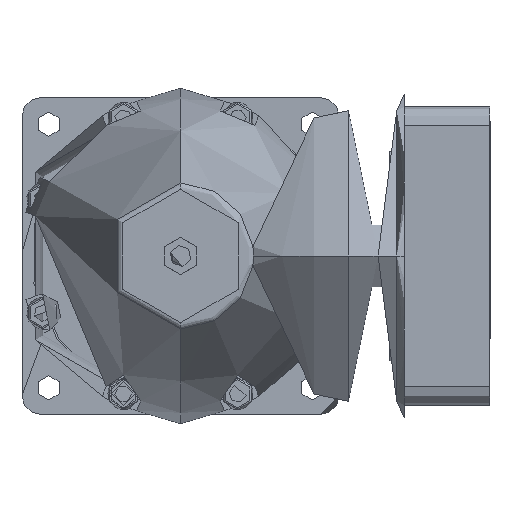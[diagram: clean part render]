
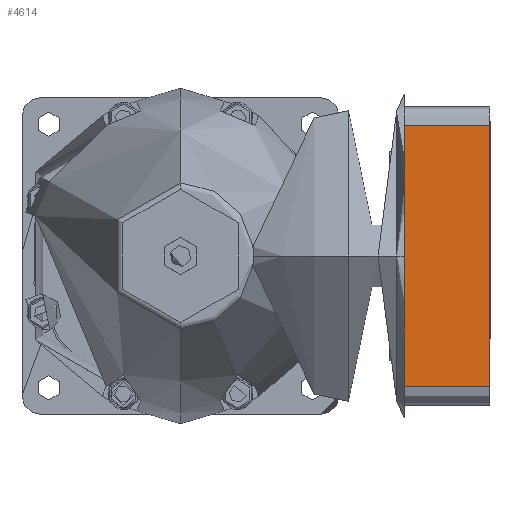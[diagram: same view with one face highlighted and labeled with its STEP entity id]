
A CAD part, left-side view. The second image highlights one B-rep face of the part: STEP entity #4614.
In plain terms, the highlighted planar face has unit normal (-1, 0, 0).
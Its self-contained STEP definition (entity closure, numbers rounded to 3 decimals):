
#153 = VERTEX_POINT ( 'NONE', #3929 ) ;
#179 = ORIENTED_EDGE ( 'NONE', *, *, #5569, .T. ) ;
#255 = CARTESIAN_POINT ( 'NONE',  ( -40., -60., 35. ) ) ;
#347 = PLANE ( 'NONE',  #357 ) ;
#357 = AXIS2_PLACEMENT_3D ( 'NONE', #5425, #4477, #2392 ) ;
#986 = VECTOR ( 'NONE', #5554, 1000. ) ;
#1791 = LINE ( 'NONE', #11042, #2545 ) ;
#2392 = DIRECTION ( 'NONE',  ( 0., 1., 0. ) ) ;
#2401 = VERTEX_POINT ( 'NONE', #12402 ) ;
#2545 = VECTOR ( 'NONE', #5852, 1000. ) ;
#3019 = CARTESIAN_POINT ( 'NONE',  ( -40., -83., 35. ) ) ;
#3044 = VECTOR ( 'NONE', #11178, 1000. ) ;
#3448 = CARTESIAN_POINT ( 'NONE',  ( -40., -60., 35. ) ) ;
#3483 = VERTEX_POINT ( 'NONE', #5878 ) ;
#3929 = CARTESIAN_POINT ( 'NONE',  ( -40., -60., 17.953 ) ) ;
#4136 = ORIENTED_EDGE ( 'NONE', *, *, #11420, .T. ) ;
#4326 = EDGE_CURVE ( 'NONE', #2401, #12379, #10013, .T. ) ;
#4477 = DIRECTION ( 'NONE',  ( 1., 0., 0. ) ) ;
#4592 = ORIENTED_EDGE ( 'NONE', *, *, #4326, .F. ) ;
#4614 = ADVANCED_FACE ( 'NONE', ( #11714 ), #347, .F. ) ;
#5425 = CARTESIAN_POINT ( 'NONE',  ( -40., -83., 35. ) ) ;
#5551 = EDGE_CURVE ( 'NONE', #9455, #153, #7603, .T. ) ;
#5554 = DIRECTION ( 'NONE',  ( 0., 0., -1. ) ) ;
#5569 = EDGE_CURVE ( 'NONE', #3483, #9455, #8117, .T. ) ;
#5841 = EDGE_CURVE ( 'NONE', #3483, #2401, #7017, .T. ) ;
#5852 = DIRECTION ( 'NONE',  ( 0., 0., -1. ) ) ;
#5878 = CARTESIAN_POINT ( 'NONE',  ( -40., -83., 35. ) ) ;
#6404 = VECTOR ( 'NONE', #6727, 1000. ) ;
#6727 = DIRECTION ( 'NONE',  ( 0., 1., 0. ) ) ;
#7017 = LINE ( 'NONE', #11927, #3044 ) ;
#7550 = ORIENTED_EDGE ( 'NONE', *, *, #5841, .F. ) ;
#7600 = ORIENTED_EDGE ( 'NONE', *, *, #5551, .T. ) ;
#7603 = LINE ( 'NONE', #11768, #986 ) ;
#8117 = LINE ( 'NONE', #3019, #9897 ) ;
#8310 = EDGE_LOOP ( 'NONE', ( #7600, #4136, #9489, #4592, #7550, #179 ) ) ;
#8315 = DIRECTION ( 'NONE',  ( 0., 1., 0. ) ) ;
#8690 = VECTOR ( 'NONE', #12481, 1000. ) ;
#8704 = CARTESIAN_POINT ( 'NONE',  ( -40., -60., -17.953 ) ) ;
#9455 = VERTEX_POINT ( 'NONE', #3448 ) ;
#9489 = ORIENTED_EDGE ( 'NONE', *, *, #12221, .T. ) ;
#9897 = VECTOR ( 'NONE', #8315, 1000. ) ;
#9953 = CARTESIAN_POINT ( 'NONE',  ( -40., -83., -35. ) ) ;
#10013 = LINE ( 'NONE', #9953, #6404 ) ;
#10600 = LINE ( 'NONE', #255, #8690 ) ;
#10890 = VERTEX_POINT ( 'NONE', #8704 ) ;
#11042 = CARTESIAN_POINT ( 'NONE',  ( -40., -60., 35. ) ) ;
#11178 = DIRECTION ( 'NONE',  ( 0., 0., -1. ) ) ;
#11258 = CARTESIAN_POINT ( 'NONE',  ( -40., -60., -35. ) ) ;
#11420 = EDGE_CURVE ( 'NONE', #153, #10890, #1791, .T. ) ;
#11714 = FACE_OUTER_BOUND ( 'NONE', #8310, .T. ) ;
#11768 = CARTESIAN_POINT ( 'NONE',  ( -40., -60., 35. ) ) ;
#11927 = CARTESIAN_POINT ( 'NONE',  ( -40., -83., 35. ) ) ;
#12221 = EDGE_CURVE ( 'NONE', #10890, #12379, #10600, .T. ) ;
#12379 = VERTEX_POINT ( 'NONE', #11258 ) ;
#12402 = CARTESIAN_POINT ( 'NONE',  ( -40., -83., -35. ) ) ;
#12481 = DIRECTION ( 'NONE',  ( 0., 0., -1. ) ) ;
